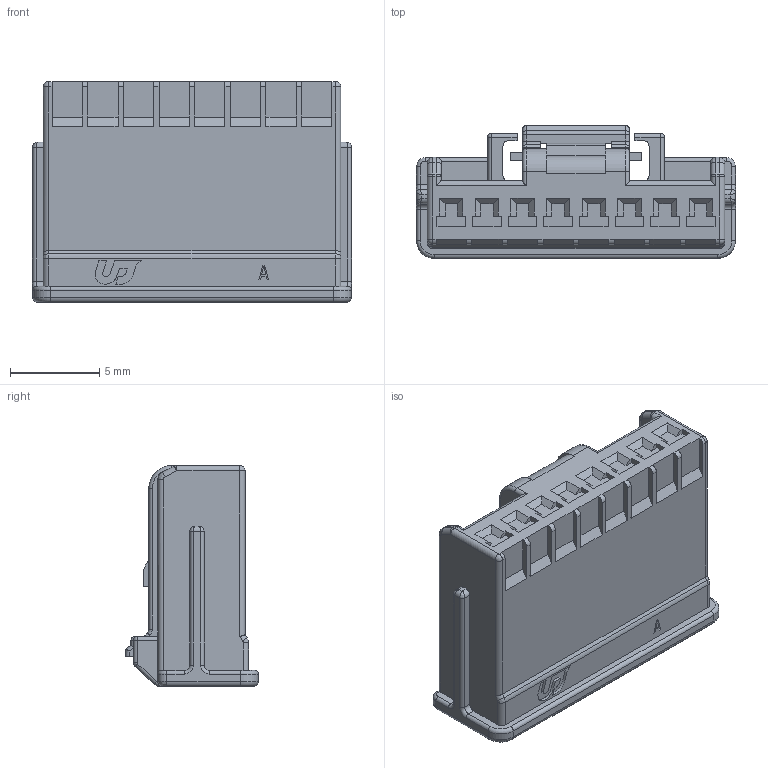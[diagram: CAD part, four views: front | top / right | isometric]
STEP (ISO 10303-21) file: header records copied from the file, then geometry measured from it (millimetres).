
FILE_DESCRIPTION((''),'2;1');
FILE_NAME('020_8F_HSG_CUSTOMER','2017-04-13T',('parkkh'),(''),'CREO PARAMETRIC BY PTC INC, 2015290','CREO PARAMETRIC BY PTC INC, 2015290','');
FILE_SCHEMA(('CONFIG_CONTROL_DESIGN'));
Length unit declared in the file: millimetre
Products named in the file (1): 020_8F_HSG_CUSTOMER
Bounding box: 17.9 x 7.45 x 12.4 mm (x, y, z)
Volume: 846 mm3; surface area: 978.3 mm2
Topology: 1 solids, 1 shells, 540 faces, 1420 edges, 893 vertices
Faces by surface type: plane 351, cylinder 140, torus 23, bspline 16, sphere 10
Entity records: 16790 total; most frequent: CARTESIAN_POINT 3427, ORIENTED_EDGE 2820, DIRECTION 2696, EDGE_CURVE 1410, VECTOR 1100, LINE 1100, VERTEX_POINT 893, AXIS2_PLACEMENT_3D 798
